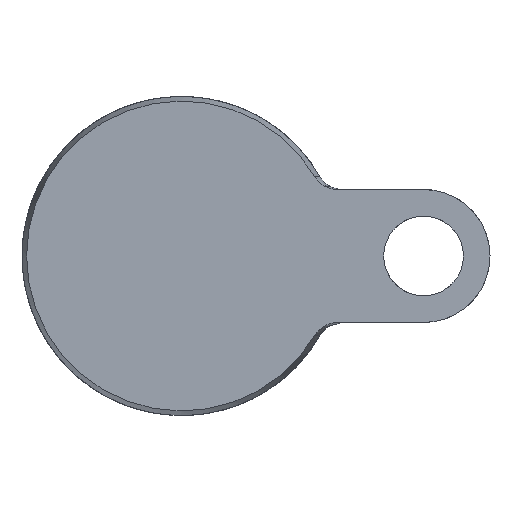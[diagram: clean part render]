
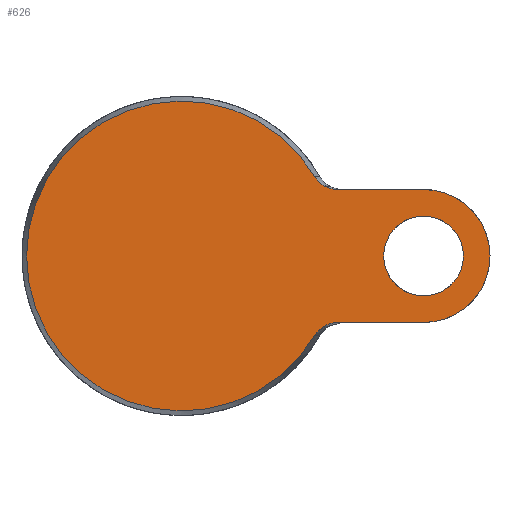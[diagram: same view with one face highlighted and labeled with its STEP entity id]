
A CAD part, front view. The second image highlights one B-rep face of the part: STEP entity #626.
In plain terms, the highlighted planar face has unit normal (0, -1, 0).
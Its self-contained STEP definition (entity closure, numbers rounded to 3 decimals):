
#2 = CIRCLE ( 'NONE', #921, 7.5 ) ;
#4 = CIRCLE ( 'NONE', #147, 29.143 ) ;
#6 = CARTESIAN_POINT ( 'NONE',  ( 29.374, 0., -12.5 ) ) ;
#16 = CARTESIAN_POINT ( 'NONE',  ( 25.507, 0., 14.24 ) ) ;
#40 = ORIENTED_EDGE ( 'NONE', *, *, #146, .T. ) ;
#51 = DIRECTION ( 'NONE',  ( 0., 0., 1. ) ) ;
#91 = CARTESIAN_POINT ( 'NONE',  ( 25.011, 0., 14.959 ) ) ;
#99 = EDGE_CURVE ( 'NONE', #826, #597, #937, .T. ) ;
#103 = CARTESIAN_POINT ( 'NONE',  ( 29.374, 0., 12.5 ) ) ;
#105 = DIRECTION ( 'NONE',  ( 0., 0., -1. ) ) ;
#146 = EDGE_CURVE ( 'NONE', #830, #1015, #400, .T. ) ;
#147 = AXIS2_PLACEMENT_3D ( 'NONE', #1050, #366, #634 ) ;
#150 = DIRECTION ( 'NONE',  ( 0., 1., 0. ) ) ;
#160 = CARTESIAN_POINT ( 'NONE',  ( 25.237, 0., 14.58 ) ) ;
#169 = CARTESIAN_POINT ( 'NONE',  ( 29.374, 0., 12.5 ) ) ;
#181 = CARTESIAN_POINT ( 'NONE',  ( 27.057, 0., 13.048 ) ) ;
#202 = CARTESIAN_POINT ( 'NONE',  ( 25.508, 0., -14.24 ) ) ;
#208 = CARTESIAN_POINT ( 'NONE',  ( 28.933, 0., -12.5 ) ) ;
#213 = CARTESIAN_POINT ( 'NONE',  ( 45.5, 0., 7.5 ) ) ;
#253 = CARTESIAN_POINT ( 'NONE',  ( 15., 0., 12.5 ) ) ;
#256 = VECTOR ( 'NONE', #1114, 1000. ) ;
#276 = CARTESIAN_POINT ( 'NONE',  ( 27.253, 0., 12.954 ) ) ;
#279 = DIRECTION ( 'NONE',  ( 0., 1., 0. ) ) ;
#284 = CARTESIAN_POINT ( 'NONE',  ( 25.977, 0., -13.784 ) ) ;
#288 = CARTESIAN_POINT ( 'NONE',  ( 27.255, 0., -12.953 ) ) ;
#322 = CARTESIAN_POINT ( 'NONE',  ( -29.143, 0., 0. ) ) ;
#327 = VERTEX_POINT ( 'NONE', #103 ) ;
#347 = EDGE_CURVE ( 'NONE', #327, #826, #773, .T. ) ;
#366 = DIRECTION ( 'NONE',  ( 0., -1., 0. ) ) ;
#377 = ORIENTED_EDGE ( 'NONE', *, *, #617, .T. ) ;
#385 = ORIENTED_EDGE ( 'NONE', *, *, #723, .F. ) ;
#392 = EDGE_CURVE ( 'NONE', #327, #729, #879, .T. ) ;
#400 = B_SPLINE_CURVE_WITH_KNOTS ( 'NONE', 3,
 ( #972, #447, #202, #284, #801, #787, #536, #288, #635, #978, #955, #208, #6 ),
 .UNSPECIFIED., .F., .F.,
 ( 4, 2, 2, 1, 2, 2, 4 ),
 ( 0., 0.001, 0.002, 0.003, 0.003, 0.004, 0.005 ),
 .UNSPECIFIED. ) ;
#402 = PLANE ( 'NONE',  #767 ) ;
#447 = CARTESIAN_POINT ( 'NONE',  ( 25.237, 0., -14.58 ) ) ;
#448 = ORIENTED_EDGE ( 'NONE', *, *, #392, .T. ) ;
#481 = LINE ( 'NONE', #924, #786 ) ;
#509 = CARTESIAN_POINT ( 'NONE',  ( 28.502, 0., 12.556 ) ) ;
#514 = CARTESIAN_POINT ( 'NONE',  ( 28.933, 0., 12.5 ) ) ;
#536 = CARTESIAN_POINT ( 'NONE',  ( 26.862, 0., -13.142 ) ) ;
#540 = AXIS2_PLACEMENT_3D ( 'NONE', #707, #279, #105 ) ;
#558 = CARTESIAN_POINT ( 'NONE',  ( 45.5, 0., 0. ) ) ;
#597 = VERTEX_POINT ( 'NONE', #913 ) ;
#602 = CARTESIAN_POINT ( 'NONE',  ( 26.495, 0., 13.38 ) ) ;
#617 = EDGE_CURVE ( 'NONE', #986, #986, #2, .T. ) ;
#626 = ADVANCED_FACE ( 'NONE', ( #839, #843 ), #402, .F. ) ;
#634 = DIRECTION ( 'NONE',  ( 0., 0., -1. ) ) ;
#635 = CARTESIAN_POINT ( 'NONE',  ( 27.662, 0., -12.789 ) ) ;
#637 = EDGE_LOOP ( 'NONE', ( #377 ) ) ;
#696 = ORIENTED_EDGE ( 'NONE', *, *, #347, .F. ) ;
#703 = EDGE_CURVE ( 'NONE', #729, #830, #4, .T. ) ;
#707 = CARTESIAN_POINT ( 'NONE',  ( 45.5, 0., 0. ) ) ;
#723 = EDGE_CURVE ( 'NONE', #597, #1015, #481, .T. ) ;
#729 = VERTEX_POINT ( 'NONE', #919 ) ;
#767 = AXIS2_PLACEMENT_3D ( 'NONE', #322, #150, #1004 ) ;
#773 = LINE ( 'NONE', #253, #256 ) ;
#786 = VECTOR ( 'NONE', #836, 1000. ) ;
#787 = CARTESIAN_POINT ( 'NONE',  ( 26.497, 0., -13.379 ) ) ;
#801 = CARTESIAN_POINT ( 'NONE',  ( 26.146, 0., -13.64 ) ) ;
#803 = ORIENTED_EDGE ( 'NONE', *, *, #99, .F. ) ;
#826 = VERTEX_POINT ( 'NONE', #916 ) ;
#830 = VERTEX_POINT ( 'NONE', #912 ) ;
#836 = DIRECTION ( 'NONE',  ( -1., 0., 0. ) ) ;
#839 = FACE_OUTER_BOUND ( 'NONE', #989, .T. ) ;
#843 = FACE_BOUND ( 'NONE', #637, .T. ) ;
#859 = CARTESIAN_POINT ( 'NONE',  ( 27.869, 0., 12.721 ) ) ;
#864 = CARTESIAN_POINT ( 'NONE',  ( 25.976, 0., 13.785 ) ) ;
#879 = B_SPLINE_CURVE_WITH_KNOTS ( 'NONE', 3,
 ( #169, #514, #509, #859, #1038, #276, #181, #1043, #602, #948, #864, #16, #160, #91 ),
 .UNSPECIFIED., .F., .F.,
 ( 4, 2, 2, 2, 2, 2, 4 ),
 ( 0., 0.001, 0.002, 0.003, 0.003, 0.004, 0.005 ),
 .UNSPECIFIED. ) ;
#888 = CARTESIAN_POINT ( 'NONE',  ( 29.374, 0., -12.5 ) ) ;
#912 = CARTESIAN_POINT ( 'NONE',  ( 25.011, 0., -14.959 ) ) ;
#913 = CARTESIAN_POINT ( 'NONE',  ( 45.5, 0., -12.5 ) ) ;
#916 = CARTESIAN_POINT ( 'NONE',  ( 45.5, 0., 12.5 ) ) ;
#919 = CARTESIAN_POINT ( 'NONE',  ( 25.011, 0., 14.959 ) ) ;
#921 = AXIS2_PLACEMENT_3D ( 'NONE', #558, #1103, #51 ) ;
#924 = CARTESIAN_POINT ( 'NONE',  ( 15., 0., -12.5 ) ) ;
#937 = CIRCLE ( 'NONE', #540, 12.5 ) ;
#944 = ORIENTED_EDGE ( 'NONE', *, *, #703, .T. ) ;
#948 = CARTESIAN_POINT ( 'NONE',  ( 26.144, 0., 13.642 ) ) ;
#955 = CARTESIAN_POINT ( 'NONE',  ( 28.503, 0., -12.556 ) ) ;
#972 = CARTESIAN_POINT ( 'NONE',  ( 25.011, 0., -14.959 ) ) ;
#978 = CARTESIAN_POINT ( 'NONE',  ( 27.871, 0., -12.72 ) ) ;
#986 = VERTEX_POINT ( 'NONE', #213 ) ;
#989 = EDGE_LOOP ( 'NONE', ( #696, #448, #944, #40, #385, #803 ) ) ;
#1004 = DIRECTION ( 'NONE',  ( 0., 0., 1. ) ) ;
#1015 = VERTEX_POINT ( 'NONE', #888 ) ;
#1038 = CARTESIAN_POINT ( 'NONE',  ( 27.659, 0., 12.79 ) ) ;
#1043 = CARTESIAN_POINT ( 'NONE',  ( 26.678, 0., 13.261 ) ) ;
#1050 = CARTESIAN_POINT ( 'NONE',  ( 0., 0., 0. ) ) ;
#1103 = DIRECTION ( 'NONE',  ( 0., 1., 0. ) ) ;
#1114 = DIRECTION ( 'NONE',  ( 1., 0., 0. ) ) ;
